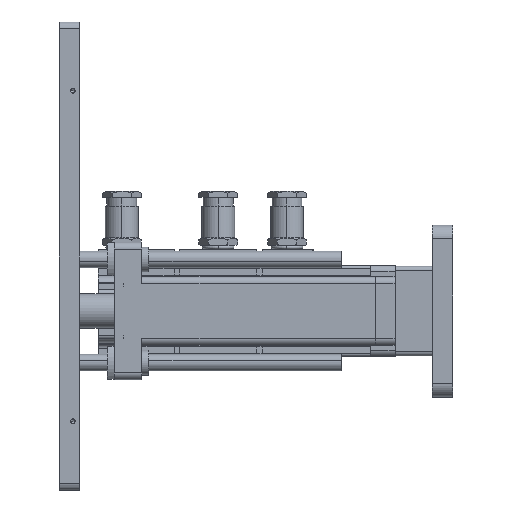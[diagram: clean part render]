
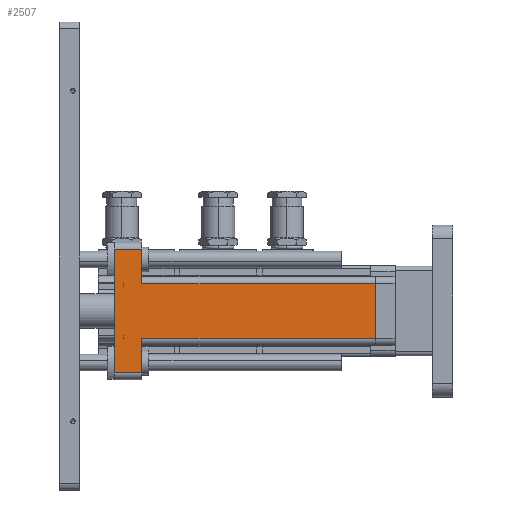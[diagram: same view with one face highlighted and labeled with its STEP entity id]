
A CAD part, left-side view. The second image highlights one B-rep face of the part: STEP entity #2507.
In plain terms, the highlighted face is planar.
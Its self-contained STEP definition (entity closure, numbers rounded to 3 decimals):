
#114 = CARTESIAN_POINT ( 'NONE',  ( -50., 25., 170. ) ) ;
#894 = DIRECTION ( 'NONE',  ( 0., -1., 0. ) ) ;
#1029 = FACE_OUTER_BOUND ( 'NONE', #10585, .T. ) ;
#1390 = ORIENTED_EDGE ( 'NONE', *, *, #11987, .T. ) ;
#1979 = CARTESIAN_POINT ( 'NONE',  ( -45., 25., 170. ) ) ;
#2106 = EDGE_CURVE ( 'NONE', #14786, #21802, #5206, .T. ) ;
#2456 = VECTOR ( 'NONE', #20665, 1000. ) ;
#2507 = ADVANCED_FACE ( 'NONE', ( #1029 ), #8609, .F. ) ;
#2829 = EDGE_CURVE ( 'NONE', #7932, #14786, #13846, .T. ) ;
#2961 = CARTESIAN_POINT ( 'NONE',  ( 20., 25., 170. ) ) ;
#4775 = DIRECTION ( 'NONE',  ( -1., 0., 0. ) ) ;
#5140 = LINE ( 'NONE', #16539, #24282 ) ;
#5206 = LINE ( 'NONE', #12305, #18893 ) ;
#6744 = VECTOR ( 'NONE', #11289, 1000. ) ;
#6874 = DIRECTION ( 'NONE',  ( 0., 0., -1. ) ) ;
#7478 = VECTOR ( 'NONE', #16183, 1000. ) ;
#7759 = LINE ( 'NONE', #13398, #6744 ) ;
#7932 = VERTEX_POINT ( 'NONE', #18668 ) ;
#8497 = CARTESIAN_POINT ( 'NONE',  ( -20., 25., 170. ) ) ;
#8609 = PLANE ( 'NONE',  #19706 ) ;
#9304 = CARTESIAN_POINT ( 'NONE',  ( 45., 25., 170. ) ) ;
#9744 = ORIENTED_EDGE ( 'NONE', *, *, #17136, .T. ) ;
#9803 = CARTESIAN_POINT ( 'NONE',  ( -45., 25., 170. ) ) ;
#10426 = LINE ( 'NONE', #15832, #21712 ) ;
#10585 = EDGE_LOOP ( 'NONE', ( #19546, #9744, #10793, #20506, #19404, #21588, #21877, #1390 ) ) ;
#10746 = CARTESIAN_POINT ( 'NONE',  ( 20., 25., 0. ) ) ;
#10793 = ORIENTED_EDGE ( 'NONE', *, *, #24135, .T. ) ;
#11289 = DIRECTION ( 'NONE',  ( -1., 0., 0. ) ) ;
#11374 = DIRECTION ( 'NONE',  ( 0., 0., 1. ) ) ;
#11699 = CARTESIAN_POINT ( 'NONE',  ( -20., 25., 0. ) ) ;
#11946 = VERTEX_POINT ( 'NONE', #16349 ) ;
#11987 = EDGE_CURVE ( 'NONE', #16981, #11946, #22969, .T. ) ;
#12305 = CARTESIAN_POINT ( 'NONE',  ( -20., 25., 0. ) ) ;
#12320 = EDGE_CURVE ( 'NONE', #16005, #21802, #5140, .T. ) ;
#12484 = VECTOR ( 'NONE', #11374, 1000. ) ;
#12537 = DIRECTION ( 'NONE',  ( -1., 0., 0. ) ) ;
#13398 = CARTESIAN_POINT ( 'NONE',  ( -50., 25., 170. ) ) ;
#13846 = LINE ( 'NONE', #2961, #7478 ) ;
#14786 = VERTEX_POINT ( 'NONE', #10746 ) ;
#15117 = VECTOR ( 'NONE', #4775, 1000. ) ;
#15832 = CARTESIAN_POINT ( 'NONE',  ( 45., 25., 170. ) ) ;
#16005 = VERTEX_POINT ( 'NONE', #19697 ) ;
#16183 = DIRECTION ( 'NONE',  ( 0., 0., -1. ) ) ;
#16349 = CARTESIAN_POINT ( 'NONE',  ( -45., 25., 190. ) ) ;
#16539 = CARTESIAN_POINT ( 'NONE',  ( -20., 25., 170. ) ) ;
#16981 = VERTEX_POINT ( 'NONE', #1979 ) ;
#17136 = EDGE_CURVE ( 'NONE', #22139, #20036, #10426, .T. ) ;
#17653 = LINE ( 'NONE', #23064, #15117 ) ;
#18668 = CARTESIAN_POINT ( 'NONE',  ( 20., 25., 170. ) ) ;
#18893 = VECTOR ( 'NONE', #12537, 1000. ) ;
#19404 = ORIENTED_EDGE ( 'NONE', *, *, #2106, .T. ) ;
#19546 = ORIENTED_EDGE ( 'NONE', *, *, #20195, .F. ) ;
#19697 = CARTESIAN_POINT ( 'NONE',  ( -20., 25., 170. ) ) ;
#19706 = AXIS2_PLACEMENT_3D ( 'NONE', #8497, #894, #21424 ) ;
#20036 = VERTEX_POINT ( 'NONE', #9304 ) ;
#20195 = EDGE_CURVE ( 'NONE', #22139, #11946, #17653, .T. ) ;
#20506 = ORIENTED_EDGE ( 'NONE', *, *, #2829, .T. ) ;
#20665 = DIRECTION ( 'NONE',  ( -1., 0., 0. ) ) ;
#21424 = DIRECTION ( 'NONE',  ( 0., 0., -1. ) ) ;
#21588 = ORIENTED_EDGE ( 'NONE', *, *, #12320, .F. ) ;
#21712 = VECTOR ( 'NONE', #6874, 1000. ) ;
#21802 = VERTEX_POINT ( 'NONE', #11699 ) ;
#21877 = ORIENTED_EDGE ( 'NONE', *, *, #23721, .T. ) ;
#22139 = VERTEX_POINT ( 'NONE', #22402 ) ;
#22402 = CARTESIAN_POINT ( 'NONE',  ( 45., 25., 190. ) ) ;
#22969 = LINE ( 'NONE', #9803, #12484 ) ;
#23064 = CARTESIAN_POINT ( 'NONE',  ( -50., 25., 190. ) ) ;
#23192 = LINE ( 'NONE', #114, #2456 ) ;
#23721 = EDGE_CURVE ( 'NONE', #16005, #16981, #7759, .T. ) ;
#24135 = EDGE_CURVE ( 'NONE', #20036, #7932, #23192, .T. ) ;
#24158 = DIRECTION ( 'NONE',  ( 0., 0., -1. ) ) ;
#24282 = VECTOR ( 'NONE', #24158, 1000. ) ;
